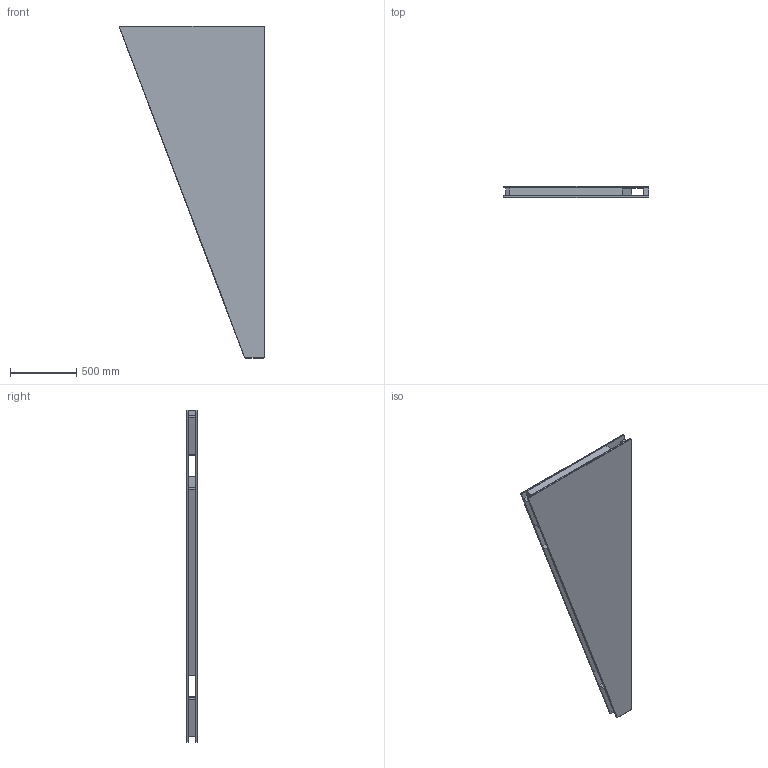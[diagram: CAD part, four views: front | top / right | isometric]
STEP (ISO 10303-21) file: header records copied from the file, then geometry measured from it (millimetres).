
FILE_DESCRIPTION(/* description */ (''),/* implementation_level */ '2;1');
FILE_NAME(/* name */ 'Structural Panel 84 Justina v1.step',/* time_stamp */ '2016-05-05T01:13:46+02:00',/* author */ (''),/* organization */ (''),/* preprocessor_version */ 'ST-DEVELOPER v16.2',/* originating_system */ 'Autodesk Translation Framework v4.3.0.3010',/* authorisation */ '');
FILE_SCHEMA (('AUTOMOTIVE_DESIGN { 1 0 10303 214 3 1 1 }'));
Length unit declared in the file: centimetre
Products named in the file (6): Structural Panel 84 Justina v1; OSB 12x1250x2500; KVH 850; KVH 1500; KVH 300; OSB 12x1250x2500 (1)
Assembly tree (11 placements, depth 2):
  Structural Panel 84 Justina v1
    OSB 12x1250x2500
    KVH 1500  x3
    KVH 850  x2
    KVH 300  x4
    OSB 12x1250x2500 (1)
Bounding box: 1095.49 x 84 x 2500 mm (x, y, z)
Volume: 55228825.2 mm3; surface area: 7907729.7 mm2
Topology: 11 solids, 11 shells, 170 faces, 332 edges, 184 vertices
Faces by surface type: plane 154, cone 8, cylinder 8
Entity records: 2058 total; most frequent: DIRECTION 358, CARTESIAN_POINT 331, ORIENTED_EDGE 304, EDGE_CURVE 152, LINE 128, VECTOR 128, AXIS2_PLACEMENT_3D 115, VERTEX_POINT 88
